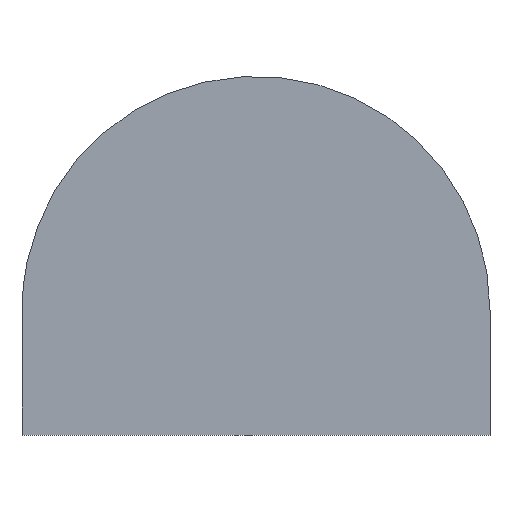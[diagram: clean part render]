
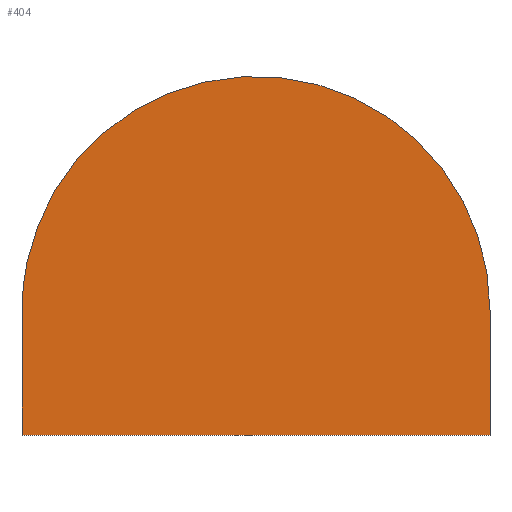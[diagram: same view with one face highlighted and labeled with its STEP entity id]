
A CAD part, top view. The second image highlights one B-rep face of the part: STEP entity #404.
In plain terms, the highlighted planar face has unit normal (0, 0, 1).
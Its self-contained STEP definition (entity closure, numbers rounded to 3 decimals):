
#64=CARTESIAN_POINT('POINT5',(23.813,0.,
   0.));
#65=VERTEX_POINT('VERTEX5',#64);
#72=CARTESIAN_POINT('POINT6',(-23.813,0.,
   0.));
#73=VERTEX_POINT('VERTEX6',#72);
#79=(BOUNDED_CURVE() B_SPLINE_CURVE(3,(#80,#81,#82,#83,#84,#85,#86,#87,
   #88,#89,#90,#91,#92,#93,#94,#95,#96,#97,#98,#99,#100,#101,#102,#103,
   #104,#105),.UNSPECIFIED.,.F.,.F.) B_SPLINE_CURVE_WITH_KNOTS((4,1,1,1,
   1,1,1,1,1,1,1,1,1,1,1,1,1,1,1,1,1,1,1,4),(0.,
   0.043,0.087,0.13,
   0.174,0.217,0.261,
   0.304,0.348,0.391,
   0.435,0.478,0.522,
   0.565,0.609,0.652,
   0.696,0.739,0.783,
   0.826,0.87,0.913,
   0.957,1.),.UNSPECIFIED.) CURVE() 
   GEOMETRIC_REPRESENTATION_ITEM() RATIONAL_B_SPLINE_CURVE((1.,
   1.,1.,1.,1.,1.,1.,1.,
   1.,1.,1.,1.,1.,1.,1.,
   1.,1.,1.,1.,1.,1.,1.,
   1.,1.,1.,1.)) REPRESENTATION_ITEM(
   'SPLINE_CRV4'));
#80=CARTESIAN_POINT('',(23.813,0.,0.));
#81=CARTESIAN_POINT('',(23.813,1.091,
   0.));
#82=CARTESIAN_POINT('',(23.665,3.25,
   0.));
#83=CARTESIAN_POINT('',(23.,6.447,
   0.));
#84=CARTESIAN_POINT('',(21.909,9.516,
   0.));
#85=CARTESIAN_POINT('',(20.408,12.413,
   0.));
#86=CARTESIAN_POINT('',(18.53,15.073,
   0.));
#87=CARTESIAN_POINT('',(16.303,17.459,
   0.));
#88=CARTESIAN_POINT('',(13.775,19.514,
   0.));
#89=CARTESIAN_POINT('',(10.99,21.208,
   0.));
#90=CARTESIAN_POINT('',(8.001,22.507,
   0.));
#91=CARTESIAN_POINT('',(4.859,23.388,
   0.));
#92=CARTESIAN_POINT('',(1.628,23.831,
   0.));
#93=CARTESIAN_POINT('',(-1.628,23.831,
   0.));
#94=CARTESIAN_POINT('',(-4.859,23.388,
   0.));
#95=CARTESIAN_POINT('',(-8.001,22.507,
   0.));
#96=CARTESIAN_POINT('',(-10.99,21.208,
   0.));
#97=CARTESIAN_POINT('',(-13.775,19.514,
   0.));
#98=CARTESIAN_POINT('',(-16.303,17.459,
   0.));
#99=CARTESIAN_POINT('',(-18.53,15.073,
   0.));
#100=CARTESIAN_POINT('',(-20.408,12.413,
   0.));
#101=CARTESIAN_POINT('',(-21.909,9.516,
   0.));
#102=CARTESIAN_POINT('',(-23.,6.447,
   0.));
#103=CARTESIAN_POINT('',(-23.665,3.25,
   0.));
#104=CARTESIAN_POINT('',(-23.813,1.091,
   0.));
#105=CARTESIAN_POINT('',(-23.813,0.,0.));
#106=EDGE_CURVE('EDGE7',#65,#73,#79,.T.);
#328=CARTESIAN_POINT('POINT7',(23.813,-12.7,0.));
#329=VERTEX_POINT('VERTEX7',#328);
#338=CARTESIAN_POINT('POS6',(23.813,-3.175,
   0.));
#339=DIRECTION('DIR7',(0.,1.,0.));
#340=VECTOR('VEC5',#339,1.);
#341=LINE('STRAIGHT5',#338,#340);
#342=EDGE_CURVE('EDGE9',#329,#65,#341,.T.);
#352=CARTESIAN_POINT('POINT8',(-23.813,-12.7,0.));
#353=VERTEX_POINT('VERTEX8',#352);
#362=CARTESIAN_POINT('POS9',(0.,-12.7,0.));
#363=DIRECTION('DIR11',(1.,0.,0.));
#364=VECTOR('VEC7',#363,1.);
#365=LINE('STRAIGHT7',#362,#364);
#366=EDGE_CURVE('EDGE11',#353,#329,#365,.T.);
#379=CARTESIAN_POINT('POS11',(-23.813,-3.175,
   0.));
#380=DIRECTION('DIR14',(0.,-1.,0.));
#381=VECTOR('VEC8',#380,1.);
#382=LINE('STRAIGHT8',#379,#381);
#383=EDGE_CURVE('EDGE12',#73,#353,#382,.T.);
#393=ORIENTED_EDGE('COEDGE21',*,*,#383,.T.);
#394=ORIENTED_EDGE('COEDGE22',*,*,#366,.T.);
#395=ORIENTED_EDGE('COEDGE23',*,*,#342,.T.);
#396=ORIENTED_EDGE('COEDGE24',*,*,#106,.T.);
#397=EDGE_LOOP('NONE',(#393,#394,#395,#396));
#398=FACE_BOUND('LOOP1',#397,.T.);
#399=CARTESIAN_POINT('POS13',(0.,0.,0.));
#400=DIRECTION('DIR17',(0.,0.,1.));
#401=DIRECTION('DIR18',(1.,0.,0.));
#402=AXIS2_PLACEMENT_3D('AXIS5',#399,#400,#401);
#403=PLANE('PLANE5',#402);
#404=ADVANCED_FACE('FACE6',(#398),#403,.T.);
